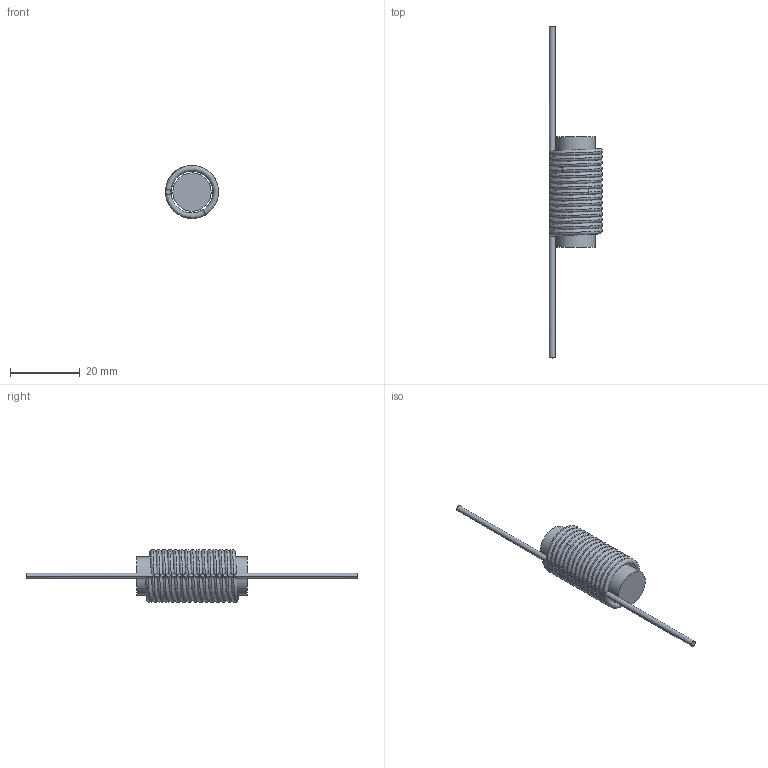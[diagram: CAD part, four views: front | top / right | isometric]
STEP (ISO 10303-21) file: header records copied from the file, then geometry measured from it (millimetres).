
FILE_DESCRIPTION((''),'2;1');
FILE_NAME('5219-RC','2012-08-09T',('ryans'),('Bourns, Inc.'),'PRO/ENGINEER BY PARAMETRIC TECHNOLOGY CORPORATION, 2010100','PRO/ENGINEER BY PARAMETRIC TECHNOLOGY CORPORATION, 2010100','');
FILE_SCHEMA(('CONFIG_CONTROL_DESIGN'));
Products named in the file (1): 5219-RC
Bounding box: 15.24 x 95.25 x 15.21 mm (x, y, z)
Volume: 4539.5 mm3; surface area: 4975.5 mm2
Topology: 2 solids, 2 shells, 107 faces, 210 edges, 77 vertices
Faces by surface type: cylinder 64, bspline 38, plane 5
Entity records: 36286 total; most frequent: CARTESIAN_POINT 34590, ORIENTED_EDGE 420, EDGE_CURVE 210, DIRECTION 190, B_SPLINE_CURVE_WITH_KNOTS 166, EDGE_LOOP 107, FACE_OUTER_BOUND 107, ADVANCED_FACE 107
